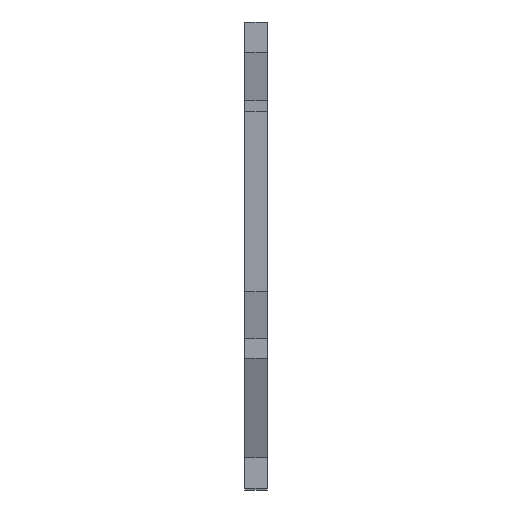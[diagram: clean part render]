
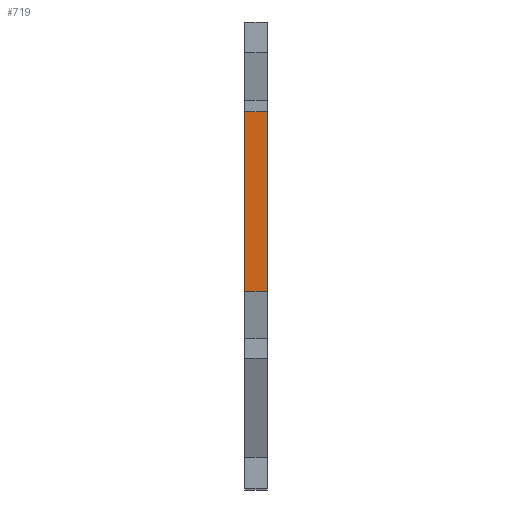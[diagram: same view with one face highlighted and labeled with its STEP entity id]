
A CAD part, top view. The second image highlights one B-rep face of the part: STEP entity #719.
In plain terms, the highlighted planar face has unit normal (0, -0.058, 0.998).
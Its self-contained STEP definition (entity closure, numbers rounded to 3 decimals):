
#680=CARTESIAN_POINT('Axis2P3D Location',(0.,10.252,62.64)) ;
#685=CARTESIAN_POINT('Line Origine',(0.8,10.252,62.64)) ;
#689=CARTESIAN_POINT('Vertex',(0.,10.252,62.64)) ;
#691=CARTESIAN_POINT('Vertex',(1.6,10.252,62.64)) ;
#694=CARTESIAN_POINT('Line Origine',(0.,3.75,62.264)) ;
#698=CARTESIAN_POINT('Vertex',(0.,-2.752,61.888)) ;
#701=CARTESIAN_POINT('Line Origine',(0.8,-2.752,61.888)) ;
#705=CARTESIAN_POINT('Vertex',(1.6,-2.752,61.888)) ;
#708=CARTESIAN_POINT('Line Origine',(1.6,3.75,62.264)) ;
#687=VECTOR('Line Direction',#686,1.) ;
#696=VECTOR('Line Direction',#695,1.) ;
#703=VECTOR('Line Direction',#702,1.) ;
#710=VECTOR('Line Direction',#709,1.) ;
#681=DIRECTION('Axis2P3D Direction',(0.,-0.058,0.998)) ;
#682=DIRECTION('Axis2P3D XDirection',(0.,-0.998,-0.058)) ;
#686=DIRECTION('Vector Direction',(1.,0.,0.)) ;
#695=DIRECTION('Vector Direction',(0.,-0.998,-0.058)) ;
#702=DIRECTION('Vector Direction',(1.,0.,0.)) ;
#709=DIRECTION('Vector Direction',(0.,-0.998,-0.058)) ;
#683=AXIS2_PLACEMENT_3D('Plane Axis2P3D',#680,#681,#682) ;
#688=LINE('Line',#685,#687) ;
#697=LINE('Line',#694,#696) ;
#704=LINE('Line',#701,#703) ;
#711=LINE('Line',#708,#710) ;
#684=PLANE('',#683) ;
#693=EDGE_CURVE('',#690,#692,#688,.T.) ;
#700=EDGE_CURVE('',#690,#699,#697,.T.) ;
#707=EDGE_CURVE('',#699,#706,#704,.T.) ;
#712=EDGE_CURVE('',#692,#706,#711,.T.) ;
#714=ORIENTED_EDGE('',*,*,#693,.F.) ;
#715=ORIENTED_EDGE('',*,*,#700,.T.) ;
#716=ORIENTED_EDGE('',*,*,#707,.T.) ;
#717=ORIENTED_EDGE('',*,*,#712,.F.) ;
#713=EDGE_LOOP('',(#714,#715,#716,#717)) ;
#690=VERTEX_POINT('',#689) ;
#692=VERTEX_POINT('',#691) ;
#699=VERTEX_POINT('',#698) ;
#706=VERTEX_POINT('',#705) ;
#719=ADVANCED_FACE('PartBody',(#718),#684,.T.) ;
#718=FACE_OUTER_BOUND('',#713,.T.) ;
